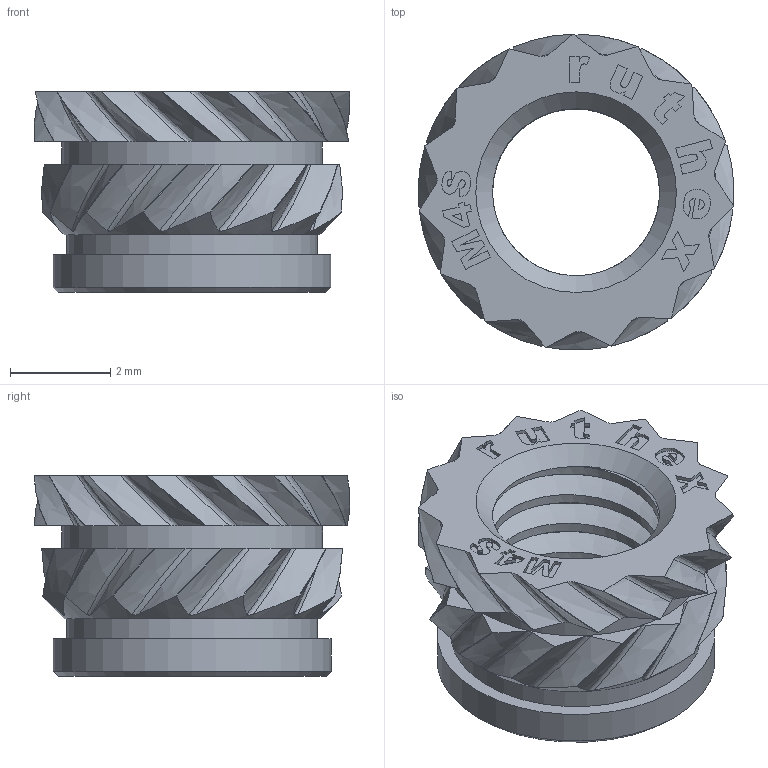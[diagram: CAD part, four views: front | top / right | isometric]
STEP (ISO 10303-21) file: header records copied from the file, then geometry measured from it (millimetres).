
FILE_DESCRIPTION(/* description */ (''),/* implementation_level */ '2;1');
FILE_NAME(/* name */ 'ruthex RX-M4x4.0_SHORT v2.step',/* time_stamp */ '2021-11-18T12:42:21+01:00',/* author */ (''),/* organization */ (''),/* preprocessor_version */ 'ST-DEVELOPER v18.1',/* originating_system */ 'Autodesk Translation Framework v10.9.0.1377',/* authorisation */ '');
FILE_SCHEMA (('AUTOMOTIVE_DESIGN { 1 0 10303 214 3 1 1 }'));
Length unit declared in the file: millimetre
Products named in the file (2): ruthex RX-M4x4.0_SHORT; RX-M4x8.1
Assembly tree (1 placements, depth 2):
  ruthex RX-M4x4.0_SHORT
    RX-M4x8.1
Bounding box: 6.3 x 6.29 x 4 mm (x, y, z)
Volume: 53.9 mm3; surface area: 204.1 mm2
Topology: 1 solids, 1 shells, 308 faces, 932 edges, 641 vertices
Faces by surface type: bspline 163, plane 97, cylinder 45, cone 3
Full cylindrical faces by diameter (mm): 3.332 x3, 4.109 x1, 5 x1, 5.2 x1, 5.54 x1
Entity records: 14405 total; most frequent: CARTESIAN_POINT 7392, ORIENTED_EDGE 1864, EDGE_CURVE 932, DIRECTION 772, VERTEX_POINT 641, B_SPLINE_CURVE_WITH_KNOTS 530, LINE 328, VECTOR 328
